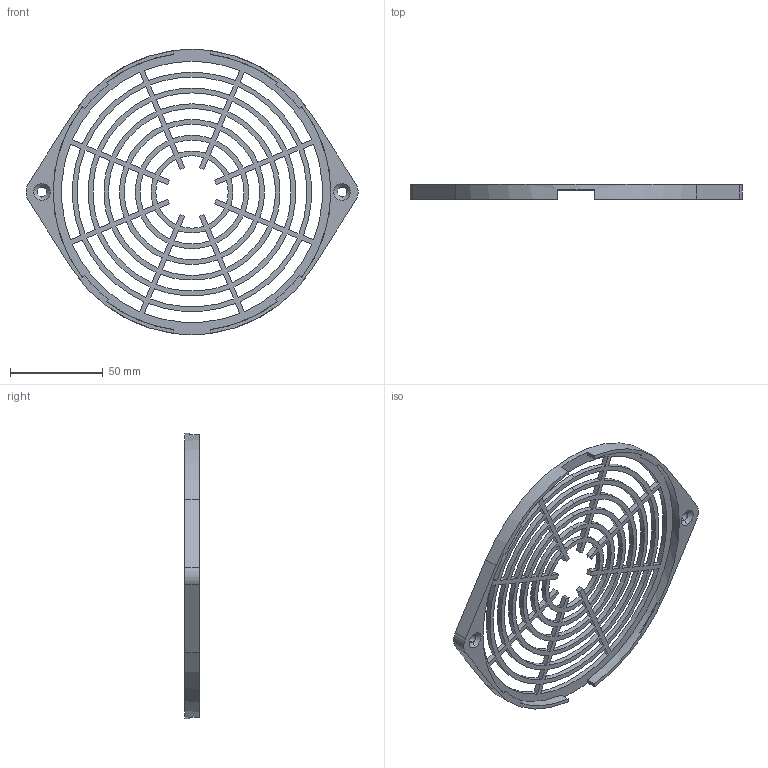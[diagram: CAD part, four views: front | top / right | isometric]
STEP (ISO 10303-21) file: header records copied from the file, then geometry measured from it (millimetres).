
FILE_DESCRIPTION (( 'STEP AP203' ), '1' );
FILE_NAME ('C006-315_MODIFIED_sldprt.STEP', '2016-06-02T17:07:00', ( 'Shusen Zhang' ), ( 'MathWorks' ), 'SwSTEP 2.0', 'SolidWorks 2015', '' );
FILE_SCHEMA (( 'CONFIG_CONTROL_DESIGN' ));
Length unit declared in the file: millimetre
Products named in the file (1): C006-315_MODIFIED_sldprt
Bounding box: 179.24 x 7.9 x 154 mm (x, y, z)
Volume: 32518.5 mm3; surface area: 34993.5 mm2
Topology: 1 solids, 1 shells, 280 faces, 826 edges, 548 vertices
Faces by surface type: cylinder 136, plane 132, cone 12
Entity records: 9703 total; most frequent: DIRECTION 1684, CARTESIAN_POINT 1655, ORIENTED_EDGE 1652, EDGE_CURVE 826, AXIS2_PLACEMENT_3D 577, VERTEX_POINT 548, VECTOR 530, LINE 530
